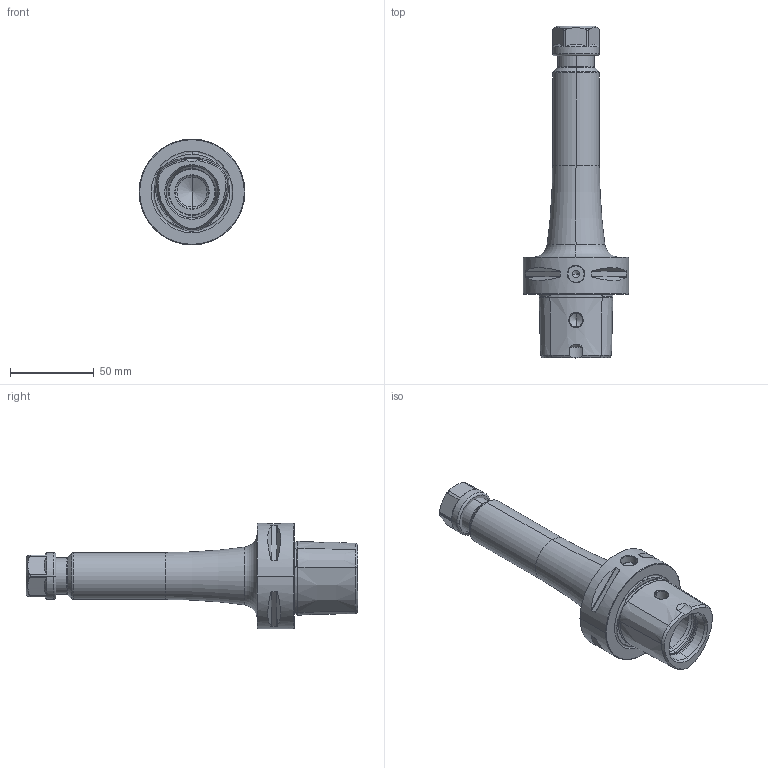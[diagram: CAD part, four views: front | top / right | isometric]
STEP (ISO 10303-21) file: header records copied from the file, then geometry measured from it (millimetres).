
FILE_DESCRIPTION((''),'2;1');
FILE_NAME('CC6-022-16_ASM','2011-09-13T',('mei'),(''),'PRO/ENGINEER BY PARAMETRIC TECHNOLOGY CORPORATION, 2010430','PRO/ENGINEER BY PARAMETRIC TECHNOLOGY CORPORATION, 2010430','');
FILE_SCHEMA(('CONFIG_CONTROL_DESIGN'));
Length unit declared in the file: millimetre
Products named in the file (3): CC6-022-16; 83-912-16; CC6-022-16_ASM
Assembly tree (2 placements, depth 2):
  CC6-022-16_ASM
    CC6-022-16
    83-912-16
Bounding box: 63 x 198 x 63 mm (x, y, z)
Volume: 186308.9 mm3; surface area: 35357.8 mm2
Topology: 2 solids, 3 shells, 154 faces, 375 edges, 230 vertices
Faces by surface type: cone 52, cylinder 37, torus 32, plane 31, bspline 2
Entity records: 5489 total; most frequent: CARTESIAN_POINT 1874, DIRECTION 754, ORIENTED_EDGE 732, EDGE_CURVE 369, AXIS2_PLACEMENT_3D 321, VERTEX_POINT 230, EDGE_LOOP 167, CIRCLE 162
